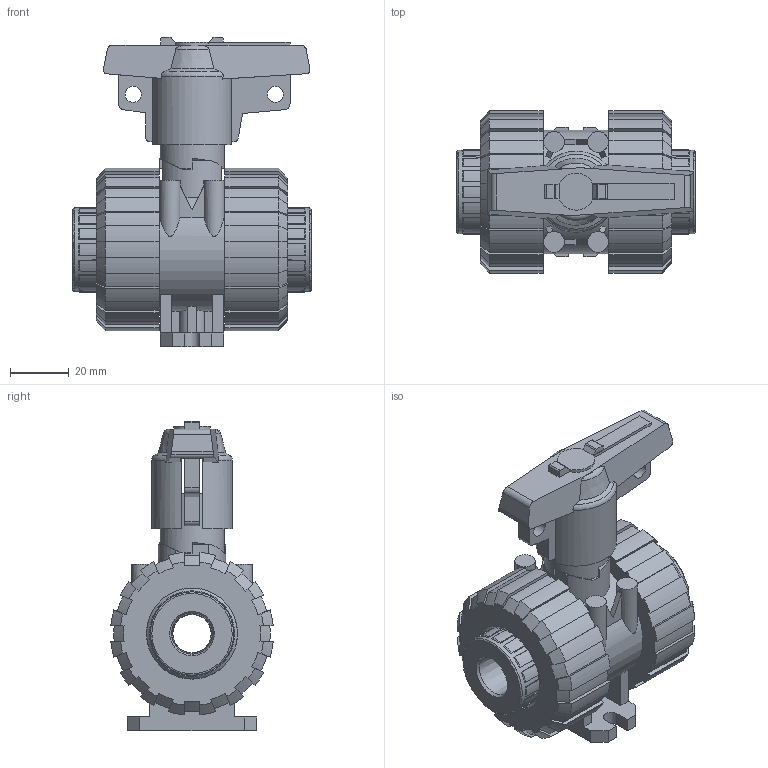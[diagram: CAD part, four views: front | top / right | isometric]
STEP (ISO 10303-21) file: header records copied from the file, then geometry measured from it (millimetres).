
FILE_DESCRIPTION((''),'2;1');
FILE_NAME('PV10053C010.stp','2022-02-14T16:32:42',('RL'),(''),'Autodesk Inventor 2012','Autodesk Inventor 2012','');
FILE_SCHEMA(('AUTOMOTIVE_DESIGN { 1 0 10303 214 1 1 1 1 }'));
Length unit declared in the file: millimetre
Products named in the file (1): PV10053C010
Bounding box: 81 x 55.24 x 105.17 mm (x, y, z)
Volume: 164718.9 mm3; surface area: 55335 mm2
Topology: 6 solids, 6 shells, 574 faces, 1610 edges, 1056 vertices
Faces by surface type: plane 309, cone 152, cylinder 103, torus 10
Full cylindrical faces by diameter (mm): 5.5 x2, 7 x4, 13 x2, 15 x1, 22 x1, 31 x2, 41.97 x3
Entity records: 18869 total; most frequent: CARTESIAN_POINT 4707, ORIENTED_EDGE 3140, DIRECTION 2812, EDGE_CURVE 1570, AXIS2_PLACEMENT_3D 1080, VERTEX_POINT 1046, VECTOR 652, LINE 652
